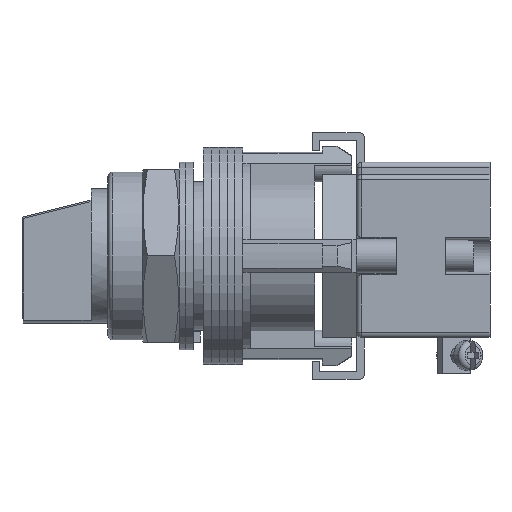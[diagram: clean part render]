
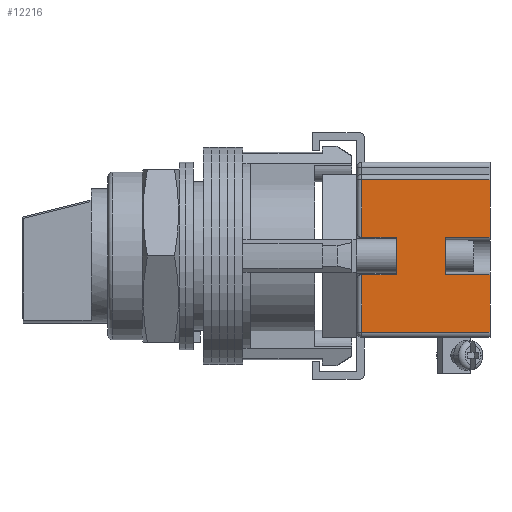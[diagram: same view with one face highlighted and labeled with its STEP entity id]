
A CAD part, left-side view. The second image highlights one B-rep face of the part: STEP entity #12216.
In plain terms, the highlighted planar face has unit normal (-1, 0, 0).
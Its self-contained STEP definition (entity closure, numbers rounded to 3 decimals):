
#62 = ORIENTED_EDGE ( 'NONE', *, *, #6615, .F. ) ;
#64 = DIRECTION ( 'NONE',  ( 0., -1., 0. ) ) ;
#201 = DIRECTION ( 'NONE',  ( 0., 1., 0. ) ) ;
#268 = VECTOR ( 'NONE', #435, 1000. ) ;
#435 = DIRECTION ( 'NONE',  ( 0., 1., 0. ) ) ;
#1073 = VECTOR ( 'NONE', #4170, 1000. ) ;
#1099 = VERTEX_POINT ( 'NONE', #1794 ) ;
#1106 = EDGE_CURVE ( 'NONE', #12641, #4403, #2728, .T. ) ;
#1624 = VERTEX_POINT ( 'NONE', #7248 ) ;
#1705 = VERTEX_POINT ( 'NONE', #8215 ) ;
#1742 = VECTOR ( 'NONE', #2804, 1000. ) ;
#1794 = CARTESIAN_POINT ( 'NONE',  ( -21.25, -24.1, 15.5 ) ) ;
#1954 = DIRECTION ( 'NONE',  ( 0., 0., -1. ) ) ;
#2119 = CARTESIAN_POINT ( 'NONE',  ( -21.25, -41.1, 3.75 ) ) ;
#2210 = EDGE_CURVE ( 'NONE', #1099, #1624, #11077, .T. ) ;
#2309 = LINE ( 'NONE', #12573, #13144 ) ;
#2407 = ORIENTED_EDGE ( 'NONE', *, *, #10599, .F. ) ;
#2585 = ORIENTED_EDGE ( 'NONE', *, *, #5336, .T. ) ;
#2601 = CARTESIAN_POINT ( 'NONE',  ( -21.25, -50.1, -16.5 ) ) ;
#2728 = LINE ( 'NONE', #10473, #1073 ) ;
#2804 = DIRECTION ( 'NONE',  ( 0., -1., 0. ) ) ;
#3055 = LINE ( 'NONE', #5596, #268 ) ;
#3057 = DIRECTION ( 'NONE',  ( 1., 0., 0. ) ) ;
#3466 = ORIENTED_EDGE ( 'NONE', *, *, #6266, .T. ) ;
#3679 = EDGE_CURVE ( 'NONE', #8915, #1624, #2309, .T. ) ;
#3726 = CARTESIAN_POINT ( 'NONE',  ( -21.25, -50.1, -16.5 ) ) ;
#4138 = CARTESIAN_POINT ( 'NONE',  ( -21.25, -41.1, 3.75 ) ) ;
#4170 = DIRECTION ( 'NONE',  ( 0., 0., -1. ) ) ;
#4187 = CARTESIAN_POINT ( 'NONE',  ( -21.25, -24.1, -16.5 ) ) ;
#4280 = CARTESIAN_POINT ( 'NONE',  ( -21.25, -50.1, 15.5 ) ) ;
#4403 = VERTEX_POINT ( 'NONE', #5599 ) ;
#4442 = ORIENTED_EDGE ( 'NONE', *, *, #2210, .T. ) ;
#4485 = CARTESIAN_POINT ( 'NONE',  ( -21.25, -50.1, -15.5 ) ) ;
#4682 = LINE ( 'NONE', #2119, #10379 ) ;
#4784 = VERTEX_POINT ( 'NONE', #11440 ) ;
#4864 = DIRECTION ( 'NONE',  ( 0., 0., -1. ) ) ;
#4878 = VECTOR ( 'NONE', #7307, 1000. ) ;
#5017 = LINE ( 'NONE', #2601, #10387 ) ;
#5106 = AXIS2_PLACEMENT_3D ( 'NONE', #13491, #3057, #13590 ) ;
#5149 = CARTESIAN_POINT ( 'NONE',  ( -21.25, -41.1, -3.75 ) ) ;
#5214 = FACE_OUTER_BOUND ( 'NONE', #8579, .T. ) ;
#5295 = CARTESIAN_POINT ( 'NONE',  ( -21.25, -24.1, -3.75 ) ) ;
#5336 = EDGE_CURVE ( 'NONE', #11356, #12641, #3055, .T. ) ;
#5516 = ORIENTED_EDGE ( 'NONE', *, *, #13187, .F. ) ;
#5596 = CARTESIAN_POINT ( 'NONE',  ( -21.25, -31.1, -3.75 ) ) ;
#5599 = CARTESIAN_POINT ( 'NONE',  ( -21.25, -24.1, -15.5 ) ) ;
#5752 = CARTESIAN_POINT ( 'NONE',  ( -21.25, -31.1, 3.75 ) ) ;
#5828 = ORIENTED_EDGE ( 'NONE', *, *, #9581, .F. ) ;
#6266 = EDGE_CURVE ( 'NONE', #11678, #1099, #9689, .T. ) ;
#6438 = VECTOR ( 'NONE', #13349, 1000. ) ;
#6615 = EDGE_CURVE ( 'NONE', #11356, #8915, #10337, .T. ) ;
#6845 = ORIENTED_EDGE ( 'NONE', *, *, #1106, .T. ) ;
#7248 = CARTESIAN_POINT ( 'NONE',  ( -21.25, -24.1, 3.75 ) ) ;
#7307 = DIRECTION ( 'NONE',  ( 0., -1., 0. ) ) ;
#7446 = DIRECTION ( 'NONE',  ( 0., 0., -1. ) ) ;
#7572 = VECTOR ( 'NONE', #12111, 1000. ) ;
#7848 = CARTESIAN_POINT ( 'NONE',  ( -21.25, -31.1, -3.75 ) ) ;
#7866 = LINE ( 'NONE', #4485, #1742 ) ;
#7937 = LINE ( 'NONE', #11682, #8115 ) ;
#8072 = VECTOR ( 'NONE', #201, 1000. ) ;
#8083 = CARTESIAN_POINT ( 'NONE',  ( -21.25, -31.1, 0. ) ) ;
#8115 = VECTOR ( 'NONE', #7446, 1000. ) ;
#8215 = CARTESIAN_POINT ( 'NONE',  ( -21.25, -50.1, -3.75 ) ) ;
#8400 = PLANE ( 'NONE',  #5106 ) ;
#8501 = ORIENTED_EDGE ( 'NONE', *, *, #13267, .T. ) ;
#8579 = EDGE_LOOP ( 'NONE', ( #2407, #11793, #5516, #8501, #5828, #3466, #4442, #12461, #62, #2585, #6845, #12396 ) ) ;
#8598 = CARTESIAN_POINT ( 'NONE',  ( -21.25, -50.1, -15.5 ) ) ;
#8915 = VERTEX_POINT ( 'NONE', #5752 ) ;
#9026 = CARTESIAN_POINT ( 'NONE',  ( -21.25, -41.1, -3.75 ) ) ;
#9065 = VECTOR ( 'NONE', #1954, 1000. ) ;
#9489 = CARTESIAN_POINT ( 'NONE',  ( -21.25, -50.1, 15.5 ) ) ;
#9581 = EDGE_CURVE ( 'NONE', #11678, #4784, #5017, .T. ) ;
#9659 = VERTEX_POINT ( 'NONE', #9026 ) ;
#9689 = LINE ( 'NONE', #9489, #8072 ) ;
#10337 = LINE ( 'NONE', #8083, #6438 ) ;
#10379 = VECTOR ( 'NONE', #64, 1000. ) ;
#10387 = VECTOR ( 'NONE', #4864, 1000. ) ;
#10407 = VERTEX_POINT ( 'NONE', #8598 ) ;
#10473 = CARTESIAN_POINT ( 'NONE',  ( -21.25, -24.1, -16.5 ) ) ;
#10599 = EDGE_CURVE ( 'NONE', #1705, #10407, #10705, .T. ) ;
#10705 = LINE ( 'NONE', #3726, #7572 ) ;
#11032 = EDGE_CURVE ( 'NONE', #4403, #10407, #7866, .T. ) ;
#11077 = LINE ( 'NONE', #4187, #9065 ) ;
#11356 = VERTEX_POINT ( 'NONE', #7848 ) ;
#11440 = CARTESIAN_POINT ( 'NONE',  ( -21.25, -50.1, 3.75 ) ) ;
#11561 = VERTEX_POINT ( 'NONE', #4138 ) ;
#11678 = VERTEX_POINT ( 'NONE', #4280 ) ;
#11682 = CARTESIAN_POINT ( 'NONE',  ( -21.25, -41.1, 3.75 ) ) ;
#11793 = ORIENTED_EDGE ( 'NONE', *, *, #12169, .F. ) ;
#12111 = DIRECTION ( 'NONE',  ( 0., 0., -1. ) ) ;
#12169 = EDGE_CURVE ( 'NONE', #9659, #1705, #13548, .T. ) ;
#12216 = ADVANCED_FACE ( 'NONE', ( #5214 ), #8400, .F. ) ;
#12396 = ORIENTED_EDGE ( 'NONE', *, *, #11032, .T. ) ;
#12461 = ORIENTED_EDGE ( 'NONE', *, *, #3679, .F. ) ;
#12573 = CARTESIAN_POINT ( 'NONE',  ( -21.25, -31.1, 3.75 ) ) ;
#12641 = VERTEX_POINT ( 'NONE', #5295 ) ;
#13144 = VECTOR ( 'NONE', #13382, 1000. ) ;
#13187 = EDGE_CURVE ( 'NONE', #11561, #9659, #7937, .T. ) ;
#13267 = EDGE_CURVE ( 'NONE', #11561, #4784, #4682, .T. ) ;
#13349 = DIRECTION ( 'NONE',  ( 0., 0., 1. ) ) ;
#13382 = DIRECTION ( 'NONE',  ( 0., 1., 0. ) ) ;
#13491 = CARTESIAN_POINT ( 'NONE',  ( -21.25, -50.1, -16.5 ) ) ;
#13548 = LINE ( 'NONE', #5149, #4878 ) ;
#13590 = DIRECTION ( 'NONE',  ( 0., 0., -1. ) ) ;
